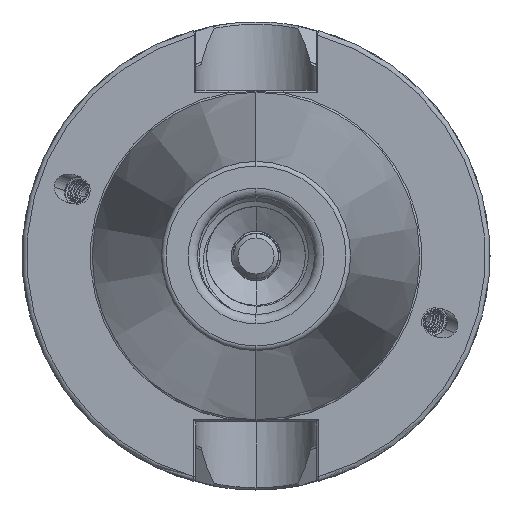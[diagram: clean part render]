
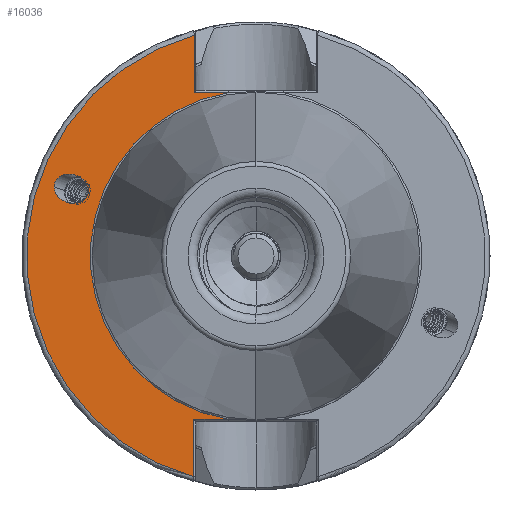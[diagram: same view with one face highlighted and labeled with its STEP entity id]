
A CAD part, left-side view. The second image highlights one B-rep face of the part: STEP entity #16036.
In plain terms, the highlighted planar face has unit normal (-1, 0, 0).
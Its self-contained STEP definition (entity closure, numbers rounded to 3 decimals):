
#2318 = CARTESIAN_POINT ( 'NONE',  ( 0., 35.816, 13.662 ) ) ;
#2339 = CARTESIAN_POINT ( 'NONE',  ( 0., 35.816, 13.963 ) ) ;
#2349 = CARTESIAN_POINT ( 'NONE',  ( 0., 35.968, 13.091 ) ) ;
#2354 = CARTESIAN_POINT ( 'NONE',  ( 0., 35.867, 13.369 ) ) ;
#2645 = CARTESIAN_POINT ( 'NONE',  ( 0., 43.118, 14.766 ) ) ;
#2656 = CARTESIAN_POINT ( 'NONE',  ( 0., 43.118, 20.987 ) ) ;
#2715 = CARTESIAN_POINT ( 'NONE',  ( 0., 35.816, 20.184 ) ) ;
#2721 = CARTESIAN_POINT ( 'NONE',  ( 0., 35.816, 13.963 ) ) ;
#2763 = EDGE_LOOP ( 'NONE', ( #8730, #8793, #8726 ) ) ;
#2801 = EDGE_LOOP ( 'NONE', ( #8828, #8746, #8729, #8742, #8814, #8788 ) ) ;
#4362 = LINE ( 'NONE', #15011, #4364 ) ;
#4364 = VECTOR ( 'NONE', #15031, 1000. ) ;
#4379 = VECTOR ( 'NONE', #15774, 1000. ) ;
#4389 = LINE ( 'NONE', #15776, #4379 ) ;
#4422 = VECTOR ( 'NONE', #15366, 1000. ) ;
#4426 = LINE ( 'NONE', #15345, #4422 ) ;
#4453 = CIRCLE ( 'NONE', #14900, 49. ) ;
#4491 = VECTOR ( 'NONE', #15574, 1000. ) ;
#4493 = CIRCLE ( 'NONE', #14943, 35.398 ) ;
#4494 = LINE ( 'NONE', #15573, #4491 ) ;
#5124 = FACE_OUTER_BOUND ( 'NONE', #2801, .T. ) ;
#5149 = FACE_BOUND ( 'NONE', #2763, .T. ) ;
#5422 = CARTESIAN_POINT ( 'NONE',  ( 0., 43.118, 14.766 ) ) ;
#5457 = CARTESIAN_POINT ( 'NONE',  ( 0., 35.968, 13.091 ) ) ;
#5461 = CARTESIAN_POINT ( 'NONE',  ( 0., 5.916, 34.9 ) ) ;
#8726 = ORIENTED_EDGE ( 'NONE', *, *, #16507, .T. ) ;
#8729 = ORIENTED_EDGE ( 'NONE', *, *, #14683, .T. ) ;
#8730 = ORIENTED_EDGE ( 'NONE', *, *, #14603, .T. ) ;
#8742 = ORIENTED_EDGE ( 'NONE', *, *, #14647, .F. ) ;
#8746 = ORIENTED_EDGE ( 'NONE', *, *, #14580, .T. ) ;
#8788 = ORIENTED_EDGE ( 'NONE', *, *, #14586, .T. ) ;
#8793 = ORIENTED_EDGE ( 'NONE', *, *, #16483, .T. ) ;
#8814 = ORIENTED_EDGE ( 'NONE', *, *, #14643, .T. ) ;
#8828 = ORIENTED_EDGE ( 'NONE', *, *, #14635, .T. ) ;
#8989 = CARTESIAN_POINT ( 'NONE',  ( 0., 13.279, -47.166 ) ) ;
#9021 = CARTESIAN_POINT ( 'NONE',  ( 0., 13.279, -34.9 ) ) ;
#9042 = CARTESIAN_POINT ( 'NONE',  ( 0., 13.194, 47.19 ) ) ;
#9055 = CARTESIAN_POINT ( 'NONE',  ( 0., 5.916, -34.9 ) ) ;
#9075 = CARTESIAN_POINT ( 'NONE',  ( 0., 13.194, 34.9 ) ) ;
#9274 = CARTESIAN_POINT ( 'NONE',  ( 0., 35.816, 13.963 ) ) ;
#14580 = EDGE_CURVE ( 'NONE', #19376, #19358, #4389, .T. ) ;
#14586 = EDGE_CURVE ( 'NONE', #19393, #19406, #4362, .T. ) ;
#14603 = EDGE_CURVE ( 'NONE', #19786, #19772, #21324, .T. ) ;
#14635 = EDGE_CURVE ( 'NONE', #19406, #19376, #4453, .T. ) ;
#14643 = EDGE_CURVE ( 'NONE', #21920, #19393, #4426, .T. ) ;
#14647 = EDGE_CURVE ( 'NONE', #21920, #19390, #4493, .T. ) ;
#14683 = EDGE_CURVE ( 'NONE', #19358, #19390, #4494, .T. ) ;
#14900 = AXIS2_PLACEMENT_3D ( 'NONE', #15304, #15305, #15301 ) ;
#14943 = AXIS2_PLACEMENT_3D ( 'NONE', #15352, #15359, #15355 ) ;
#15011 = CARTESIAN_POINT ( 'NONE',  ( 0., 13.194, 47.285 ) ) ;
#15031 = DIRECTION ( 'NONE',  ( 0., 0., 1. ) ) ;
#15181 = CARTESIAN_POINT ( 'NONE',  ( 0., 35.968, 13.091 ) ) ;
#15182 = CARTESIAN_POINT ( 'NONE',  ( 0., 37.57, 8.69 ) ) ;
#15184 = CARTESIAN_POINT ( 'NONE',  ( 0., 43.118, 14.766 ) ) ;
#15195 = CARTESIAN_POINT ( 'NONE',  ( 0., 43.118, 9.99 ) ) ;
#15301 = DIRECTION ( 'NONE',  ( 0., 0., 1. ) ) ;
#15304 = CARTESIAN_POINT ( 'NONE',  ( 0., 0., 0. ) ) ;
#15305 = DIRECTION ( 'NONE',  ( -1., 0., 0. ) ) ;
#15345 = CARTESIAN_POINT ( 'NONE',  ( 0., 12.85, 34.9 ) ) ;
#15352 = CARTESIAN_POINT ( 'NONE',  ( 0., 0., 0. ) ) ;
#15355 = DIRECTION ( 'NONE',  ( 0., 0., 1. ) ) ;
#15359 = DIRECTION ( 'NONE',  ( -1., 0., 0. ) ) ;
#15366 = DIRECTION ( 'NONE',  ( 0., 1., 0. ) ) ;
#15573 = CARTESIAN_POINT ( 'NONE',  ( 0., 35.398, -34.9 ) ) ;
#15574 = DIRECTION ( 'NONE',  ( 0., -1., 0. ) ) ;
#15774 = DIRECTION ( 'NONE',  ( 0., 0., 1. ) ) ;
#15776 = CARTESIAN_POINT ( 'NONE',  ( 0., 13.279, 0. ) ) ;
#16036 = ADVANCED_FACE ( 'NONE', ( #5149, #5124 ), #18251, .F. ) ;
#16483 = EDGE_CURVE ( 'NONE', #19772, #19760, #22018, .T. ) ;
#16507 = EDGE_CURVE ( 'NONE', #19760, #19786, #21990, .T. ) ;
#18251 = PLANE ( 'NONE',  #21780 ) ;
#18256 = CARTESIAN_POINT ( 'NONE',  ( 0., 35.398, 0. ) ) ;
#18280 = DIRECTION ( 'NONE',  ( 1., 0., 0. ) ) ;
#18291 = DIRECTION ( 'NONE',  ( 0., 0., -1. ) ) ;
#19358 = VERTEX_POINT ( 'NONE', #9021 ) ;
#19376 = VERTEX_POINT ( 'NONE', #8989 ) ;
#19390 = VERTEX_POINT ( 'NONE', #9055 ) ;
#19393 = VERTEX_POINT ( 'NONE', #9075 ) ;
#19406 = VERTEX_POINT ( 'NONE', #9042 ) ;
#19760 = VERTEX_POINT ( 'NONE', #9274 ) ;
#19772 = VERTEX_POINT ( 'NONE', #5422 ) ;
#19786 = VERTEX_POINT ( 'NONE', #5457 ) ;
#21324 =( BOUNDED_CURVE ( )  B_SPLINE_CURVE ( 3, ( #15181, #15182, #15195, #15184 ),
 .UNSPECIFIED., .F., .T. ) 
 B_SPLINE_CURVE_WITH_KNOTS ( ( 4, 4 ),
 ( 0., 2.852 ),
 .UNSPECIFIED. ) 
 CURVE ( )  GEOMETRIC_REPRESENTATION_ITEM ( )  RATIONAL_B_SPLINE_CURVE ( ( 1., 0.43, 0.43, 1. ) ) 
 REPRESENTATION_ITEM ( '' )  );
#21780 = AXIS2_PLACEMENT_3D ( 'NONE', #18256, #18280, #18291 ) ;
#21920 = VERTEX_POINT ( 'NONE', #5461 ) ;
#21990 =( BOUNDED_CURVE ( )  B_SPLINE_CURVE ( 3, ( #2339, #2318, #2354, #2349 ),
 .UNSPECIFIED., .F., .F. ) 
 B_SPLINE_CURVE_WITH_KNOTS ( ( 4, 4 ),
 ( 5.993, 6.283 ),
 .UNSPECIFIED. ) 
 CURVE ( )  GEOMETRIC_REPRESENTATION_ITEM ( )  RATIONAL_B_SPLINE_CURVE ( ( 1., 0.993, 0.993, 1. ) ) 
 REPRESENTATION_ITEM ( '' )  );
#22018 =( BOUNDED_CURVE ( )  B_SPLINE_CURVE ( 3, ( #2645, #2656, #2715, #2721 ),
 .UNSPECIFIED., .F., .F. ) 
 B_SPLINE_CURVE_WITH_KNOTS ( ( 4, 4 ),
 ( 2.852, 5.993 ),
 .UNSPECIFIED. ) 
 CURVE ( )  GEOMETRIC_REPRESENTATION_ITEM ( )  RATIONAL_B_SPLINE_CURVE ( ( 1., 0.333, 0.333, 1. ) ) 
 REPRESENTATION_ITEM ( '' )  );
